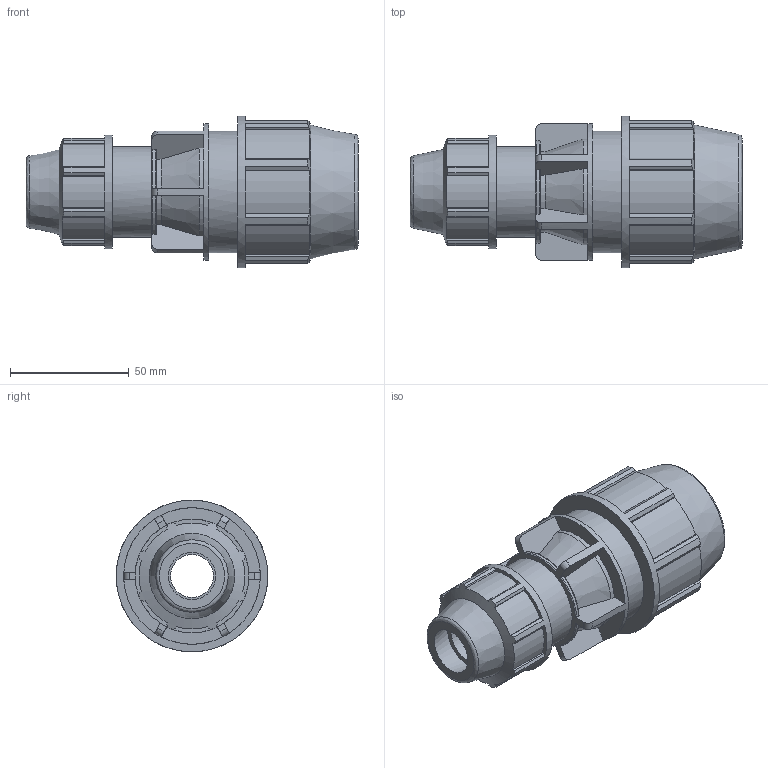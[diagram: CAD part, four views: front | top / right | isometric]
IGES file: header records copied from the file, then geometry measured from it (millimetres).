
Global section: file name: 071100032020_181100032020_0711060320200A.ipt; native system: Autodesk Inventor 2015; preprocessor: unknown; author: KIM; date: 20170606.133323; units: millimetre
Bounding box: 140 x 64 x 64 mm (x, y, z)
Volume: 180240.1 mm3; surface area: 43426.2 mm2
Topology: 1 solids, 1 shells, 213 faces, 624 edges, 421 vertices
Faces by surface type: plane 138, cylinder 45, revolution 20, cone 10
Full cylindrical faces by diameter (mm): 38.4 x1, 48 x1, 51.2 x1, 57.6 x1, 64 x1
